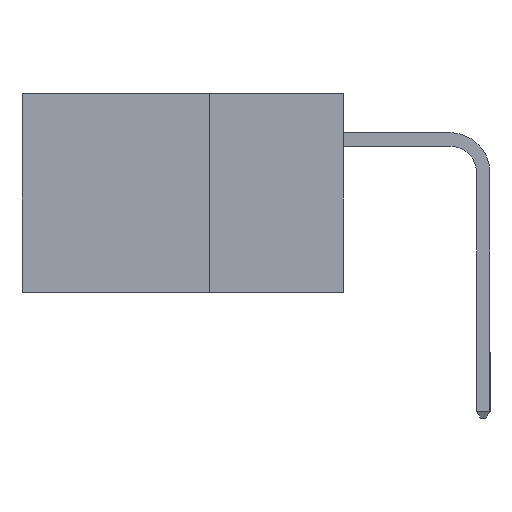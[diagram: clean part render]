
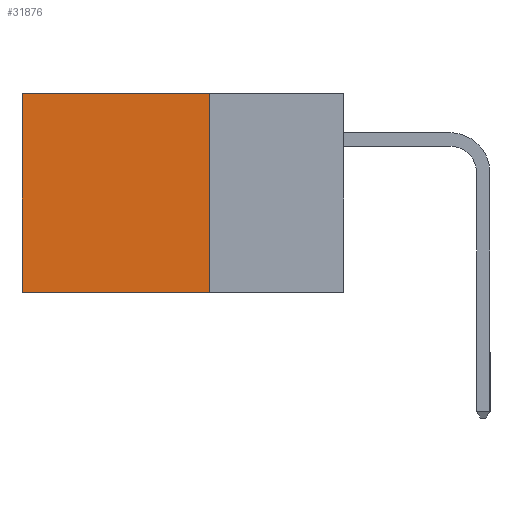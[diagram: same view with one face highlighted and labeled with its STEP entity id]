
A CAD part, left-side view. The second image highlights one B-rep face of the part: STEP entity #31876.
In plain terms, the highlighted planar face has unit normal (-1, 0, 0).
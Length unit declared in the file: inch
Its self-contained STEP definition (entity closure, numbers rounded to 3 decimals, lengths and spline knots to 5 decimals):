
#576 = CARTESIAN_POINT ( 'NONE',  ( 0.298, 0.25, -0.37 ) ) ;
#2286 = VERTEX_POINT ( 'NONE', #26292 ) ;
#3070 = VECTOR ( 'NONE', #9178, 39.37008 ) ;
#3122 = VECTOR ( 'NONE', #24718, 39.37008 ) ;
#3555 = EDGE_CURVE ( 'NONE', #27992, #7979, #23195, .T. ) ;
#4827 = DIRECTION ( 'NONE',  ( 1., 0., 0. ) ) ;
#5107 = CARTESIAN_POINT ( 'NONE',  ( 0.298, 0.6, 0. ) ) ;
#6901 = CARTESIAN_POINT ( 'NONE',  ( 0.298, 0.25, 0. ) ) ;
#7979 = VERTEX_POINT ( 'NONE', #576 ) ;
#9178 = DIRECTION ( 'NONE',  ( 0., 1., 0. ) ) ;
#9219 = LINE ( 'NONE', #16283, #27974 ) ;
#9710 = LINE ( 'NONE', #28786, #3070 ) ;
#10009 = EDGE_CURVE ( 'NONE', #7979, #2286, #9710, .T. ) ;
#10043 = ORIENTED_EDGE ( 'NONE', *, *, #10009, .F. ) ;
#11564 = ORIENTED_EDGE ( 'NONE', *, *, #3555, .F. ) ;
#12873 = ORIENTED_EDGE ( 'NONE', *, *, #19779, .T. ) ;
#14609 = CARTESIAN_POINT ( 'NONE',  ( 0.298, 0.25, 0. ) ) ;
#16037 = VECTOR ( 'NONE', #29328, 39.37008 ) ;
#16283 = CARTESIAN_POINT ( 'NONE',  ( 0.298, 0.25, 0. ) ) ;
#16600 = VERTEX_POINT ( 'NONE', #23551 ) ;
#16870 = EDGE_CURVE ( 'NONE', #16600, #2286, #30110, .T. ) ;
#19596 = PLANE ( 'NONE',  #30872 ) ;
#19779 = EDGE_CURVE ( 'NONE', #27992, #16600, #9219, .T. ) ;
#21660 = EDGE_LOOP ( 'NONE', ( #23667, #10043, #11564, #12873 ) ) ;
#22034 = DIRECTION ( 'NONE',  ( 0., 0., -1. ) ) ;
#23195 = LINE ( 'NONE', #6901, #16037 ) ;
#23551 = CARTESIAN_POINT ( 'NONE',  ( 0.298, 0.6, 0. ) ) ;
#23667 = ORIENTED_EDGE ( 'NONE', *, *, #16870, .T. ) ;
#24718 = DIRECTION ( 'NONE',  ( 0., 0., -1. ) ) ;
#25739 = FACE_OUTER_BOUND ( 'NONE', #21660, .T. ) ;
#25924 = DIRECTION ( 'NONE',  ( 0., 1., 0. ) ) ;
#26292 = CARTESIAN_POINT ( 'NONE',  ( 0.298, 0.6, -0.37 ) ) ;
#27143 = CARTESIAN_POINT ( 'NONE',  ( 0.298, 0.25, 0. ) ) ;
#27974 = VECTOR ( 'NONE', #25924, 39.37008 ) ;
#27992 = VERTEX_POINT ( 'NONE', #27143 ) ;
#28786 = CARTESIAN_POINT ( 'NONE',  ( 0.298, 0.25, -0.37 ) ) ;
#29328 = DIRECTION ( 'NONE',  ( 0., 0., -1. ) ) ;
#30110 = LINE ( 'NONE', #5107, #3122 ) ;
#30872 = AXIS2_PLACEMENT_3D ( 'NONE', #14609, #4827, #22034 ) ;
#31876 = ADVANCED_FACE ( 'NONE', ( #25739 ), #19596, .F. ) ;
